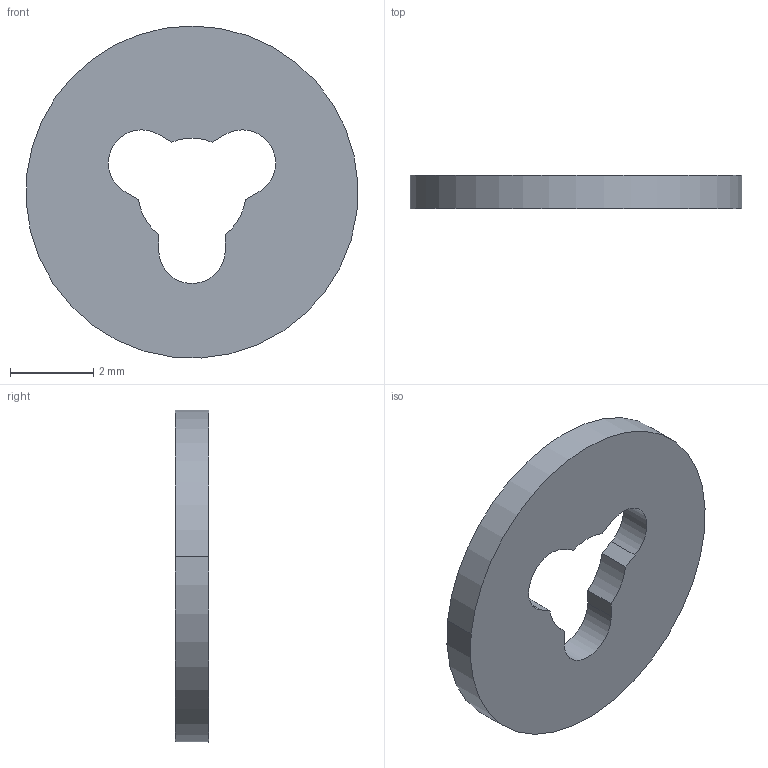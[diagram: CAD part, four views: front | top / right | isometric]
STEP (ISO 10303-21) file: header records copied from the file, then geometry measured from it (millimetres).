
FILE_DESCRIPTION( (''), '2;1');
FILE_NAME ('PC007.134708.TM_147V_1BK_6098.stp','2025-07-23T13:38:27',(''),(''),'spGate 19.8.4 (****-****-****-****)','','');
FILE_SCHEMA (('AUTOMOTIVE_DESIGN'));
Length unit declared in the file: millimetre
Bounding box: 7.99 x 0.8 x 7.99 mm (x, y, z)
Volume: 32.8 mm3; surface area: 112.4 mm2
Topology: 1 solids, 1 shells, 16 faces, 44 edges, 30 vertices
Faces by surface type: plane 8, cylinder 8
Entity records: 887 total; most frequent: CARTESIAN_POINT 92, DIRECTION 92, ORIENTED_EDGE 88, COLOUR_RGB 61, PRESENTATION_STYLE_ASSIGNMENT 61, STYLED_ITEM 61, EDGE_CURVE 44, DRAUGHTING_PRE_DEFINED_CURVE_FONT 44
